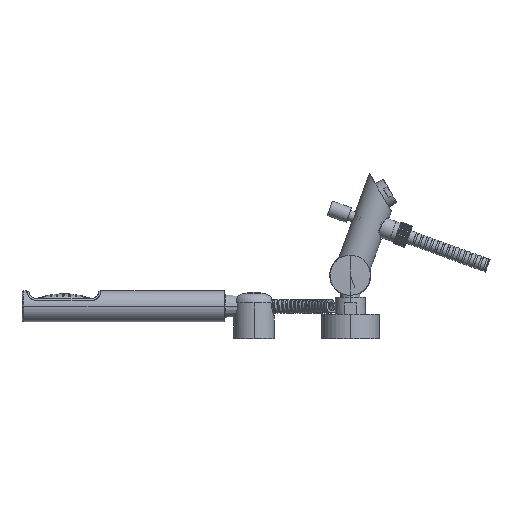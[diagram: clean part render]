
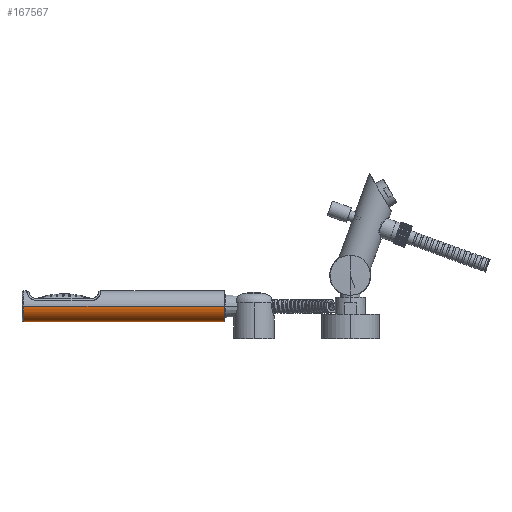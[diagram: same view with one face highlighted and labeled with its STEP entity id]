
A CAD part, left-side view. The second image highlights one B-rep face of the part: STEP entity #167567.
In plain terms, the highlighted cylindrical face has radius 16 mm (diameter 32 mm), a partial arc.
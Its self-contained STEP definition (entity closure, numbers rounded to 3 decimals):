
#161429=CARTESIAN_POINT('',(275.,131.,-32.25));
#161430=DIRECTION('',(0.,1.,0.));
#161431=DIRECTION('',(1.,0.,0.));
#161432=AXIS2_PLACEMENT_3D('',#161429,#161430,#161431);
#161449=CARTESIAN_POINT('',(275.,339.,-32.25));
#161450=DIRECTION('',(0.,1.,0.));
#161451=DIRECTION('',(1.,0.,0.));
#161452=AXIS2_PLACEMENT_3D('',#161449,#161450,#161451);
#161454=DIRECTION('',(0.,1.,0.));
#161455=VECTOR('',#161454,208.);
#161456=CARTESIAN_POINT('',(291.,131.,-32.25));
#161457=LINE('',#161456,#161455);
#161483=DIRECTION('',(0.,1.,0.));
#161484=VECTOR('',#161483,208.);
#161485=CARTESIAN_POINT('',(259.,131.,-32.25));
#161486=LINE('',#161485,#161484);
#166865=CARTESIAN_POINT('',(291.,131.,-32.25));
#166866=CARTESIAN_POINT('',(259.,131.,-32.25));
#166867=VERTEX_POINT('',#166865);
#166868=VERTEX_POINT('',#166866);
#166881=CARTESIAN_POINT('',(259.,339.,-32.25));
#166882=CARTESIAN_POINT('',(291.,339.,-32.25));
#166883=VERTEX_POINT('',#166881);
#166884=VERTEX_POINT('',#166882);
#167553=CARTESIAN_POINT('',(275.,131.,-32.25));
#167554=DIRECTION('',(0.,1.,0.));
#167555=DIRECTION('',(1.,0.,0.));
#167556=AXIS2_PLACEMENT_3D('',#167553,#167554,#167555);
#167557=CYLINDRICAL_SURFACE('',#167556,16.);
#167559=ORIENTED_EDGE('',*,*,#167558,.T.);
#167561=ORIENTED_EDGE('',*,*,#167560,.F.);
#167562=ORIENTED_EDGE('',*,*,#167534,.F.);
#167564=ORIENTED_EDGE('',*,*,#167563,.T.);
#167565=EDGE_LOOP('',(#167559,#167561,#167562,#167564));
#167566=FACE_OUTER_BOUND('',#167565,.F.);
#167567=ADVANCED_FACE('',(#167566),#167557,.T.);
#161433=CIRCLE('',#161432,16.);
#161453=CIRCLE('',#161452,16.);
#167534=EDGE_CURVE('',#166867,#166868,#161433,.T.);
#167558=EDGE_CURVE('',#166884,#166883,#161453,.T.);
#167560=EDGE_CURVE('',#166868,#166883,#161486,.T.);
#167563=EDGE_CURVE('',#166867,#166884,#161457,.T.);
